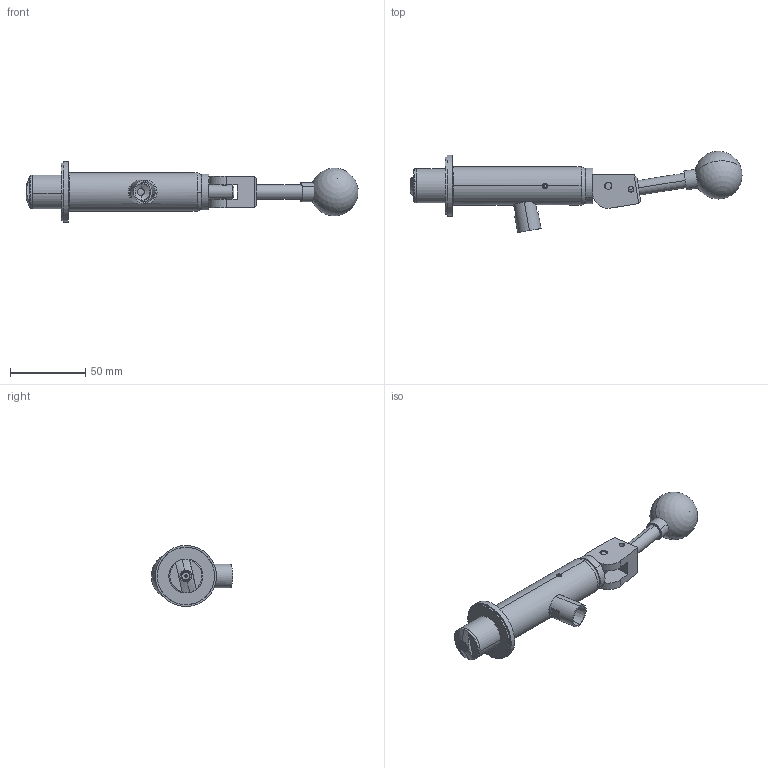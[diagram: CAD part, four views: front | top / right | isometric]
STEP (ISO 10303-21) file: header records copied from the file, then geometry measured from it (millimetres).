
FILE_DESCRIPTION (( 'STEP AP214' ), '1' );
FILE_NAME ('CTSC-003854.STEP', '2025-06-25T18:38:02', ( '' ), ( '' ), 'SwSTEP 2.0', 'SolidWorks 2023', '' );
FILE_SCHEMA (( 'AUTOMOTIVE_DESIGN' ));
Length unit declared in the file: inch
Products named in the file (1): CTSC-003854
Bounding box: 220.63 x 54.02 x 40.52 mm (x, y, z)
Volume: 92322.6 mm3; surface area: 31021.2 mm2
Topology: 9 solids, 10 shells, 231 faces, 529 edges, 332 vertices
Faces by surface type: cylinder 96, plane 77, cone 46, bspline 6, torus 4, sphere 2
Entity records: 11130 total; most frequent: CARTESIAN_POINT 2981, DIRECTION 1094, ORIENTED_EDGE 1044, EDGE_CURVE 522, AXIS2_PLACEMENT_3D 448, VERTEX_POINT 329, EDGE_LOOP 269, FACE_OUTER_BOUND 231
